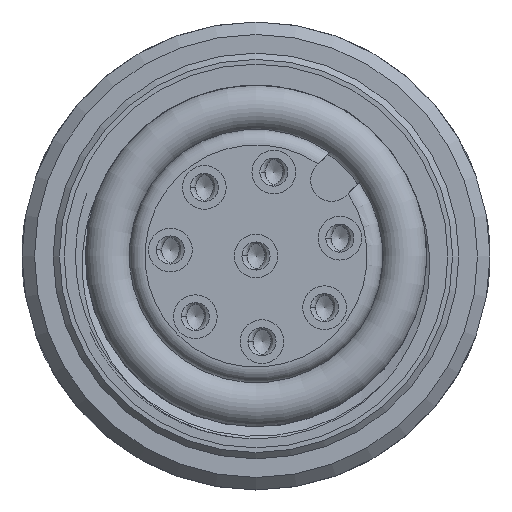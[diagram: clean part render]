
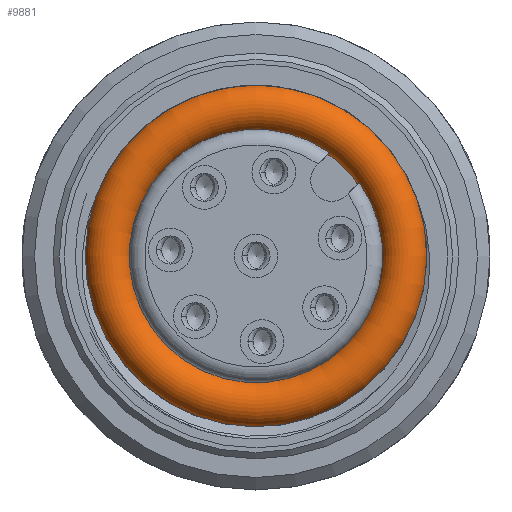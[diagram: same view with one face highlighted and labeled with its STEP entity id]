
A CAD part, front view. The second image highlights one B-rep face of the part: STEP entity #9881.
In plain terms, the highlighted toroidal (fillet/blend) face has major radius 4.75 mm and minor radius 0.75 mm.
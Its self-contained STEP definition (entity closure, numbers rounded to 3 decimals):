
#2300=FACE_OUTER_BOUND($,#2939,.T.);
#2939=EDGE_LOOP($,(#7269,#7271,#7270,#7272));
#3704=CIRCLE($,#10606,0.75);
#3705=CIRCLE($,#10607,5.5);
#4481=VERTEX_POINT($,#16112);
#5564=EDGE_CURVE($,#4481,#4481,#3704,.T.);
#5565=EDGE_CURVE($,#4481,#4481,#3705,.T.);
#7269=ORIENTED_EDGE($,*,*,#5564,.T.);
#7270=ORIENTED_EDGE($,*,*,#5564,.F.);
#7271=ORIENTED_EDGE($,*,*,#5565,.T.);
#7272=ORIENTED_EDGE($,*,*,#5565,.F.);
#9743=TOROIDAL_SURFACE($,#10605,4.75,0.75);
#9881=ADVANCED_FACE($,(#2300),#9743,.T.);
#10605=AXIS2_PLACEMENT_3D($,#16109,#12221,#12222);
#10606=AXIS2_PLACEMENT_3D($,#16110,#12223,#12224);
#10607=AXIS2_PLACEMENT_3D($,#16111,#12225,#12226);
#12221=DIRECTION('center_axis',(0.,-1.,0.));
#12222=DIRECTION('ref_axis',(0.,0.,-1.));
#12223=DIRECTION('center_axis',(-1.,0.,0.));
#12224=DIRECTION('ref_axis',(0.,0.,-1.));
#12225=DIRECTION('center_axis',(0.,1.,0.));
#12226=DIRECTION('ref_axis',(0.,0.,-1.));
#16109=CARTESIAN_POINT('Origin',(0.,0.,0.));
#16110=CARTESIAN_POINT('Origin',(0.,0.,-4.75));
#16111=CARTESIAN_POINT('Origin',(0.,0.,0.));
#16112=CARTESIAN_POINT('',(0.,0.,-5.5));
